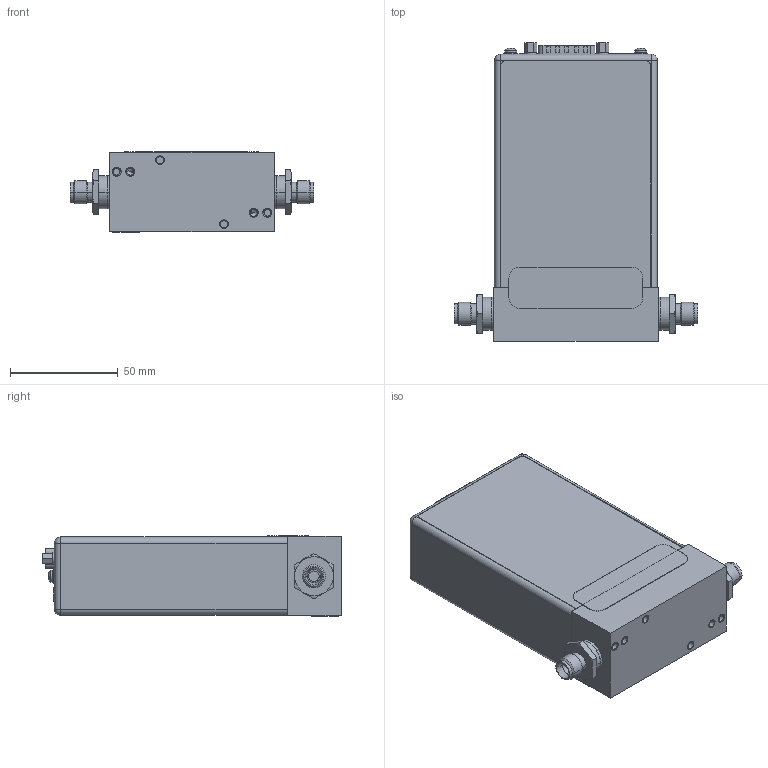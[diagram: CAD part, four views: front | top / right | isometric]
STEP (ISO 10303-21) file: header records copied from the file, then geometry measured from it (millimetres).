
FILE_DESCRIPTION((''),'2;1');
FILE_NAME('GM50A_15-PIN_ANALOG_6MM_TUBE_ASM','2014-09-25T',('cockrofm'),(''),'PRO/ENGINEER BY PARAMETRIC TECHNOLOGY CORPORATION, 2011490','PRO/ENGINEER BY PARAMETRIC TECHNOLOGY CORPORATION, 2011490','');
FILE_SCHEMA(('CONFIG_CONTROL_DESIGN'));
Length unit declared in the file: inch
Products named in the file (29): PRT0002; PRT0003; PRT0004; PRT0005; PRT0006; PRT0007; PRT0008; PRT0009; ASM0006_ASM; ASM0005_ASM; ASM0004_ASM; PRT0010; PRT0011; PRT0012; ASM0003_ASM; ASM0002_ASM; PRT0013; 1011702-002_4-40_PAN-HD-SEMS_1; PRT0014; PRT0015; PRT0016; PRT0017; PRT0018; PRT0019; PRT0020; 1022908-001_FTTNG-SWGLCK_1; ASM0001_ASM; 119085-P1_DUMMY_BLANK; GM50A_15-PIN_ANALOG_6MM_TUBE_ASM
Assembly tree (46 placements, depth 8):
  GM50A_15-PIN_ANALOG_6MM_TUBE_ASM
    ASM0001_ASM
      PRT0002
      PRT0003
      ASM0002_ASM
        PRT0004
        PRT0005
        PRT0006  x3
        ASM0003_ASM
          PRT0007
          ASM0004_ASM
            ASM0005_ASM  x2
              ASM0006_ASM
                PRT0008  x10
                PRT0009
          PRT0010
          PRT0011
          PRT0012
      PRT0013
      1011702-002_4-40_PAN-HD-SEMS_1  x2
      PRT0014  x2
      PRT0015  x2
      PRT0016  x2
      PRT0017  x2
      PRT0018
      PRT0019
      PRT0020
      1022908-001_FTTNG-SWGLCK_1  x2
    119085-P1_DUMMY_BLANK
Bounding box: 112.78 x 138.35 x 37.16 mm (x, y, z)
Volume: 109888.9 mm3; surface area: 106226.8 mm2
Topology: 50 solids, 56 shells, 3150 faces, 8259 edges, 5337 vertices
Faces by surface type: plane 2023, cylinder 793, extrusion 144, torus 107, cone 54, sphere 24, bspline 5
Entity records: 50574 total; most frequent: CARTESIAN_POINT 11008, DIRECTION 8123, ORIENTED_EDGE 7944, EDGE_CURVE 3982, VECTOR 2791, LINE 2713, AXIS2_PLACEMENT_3D 2666, VERTEX_POINT 2577
